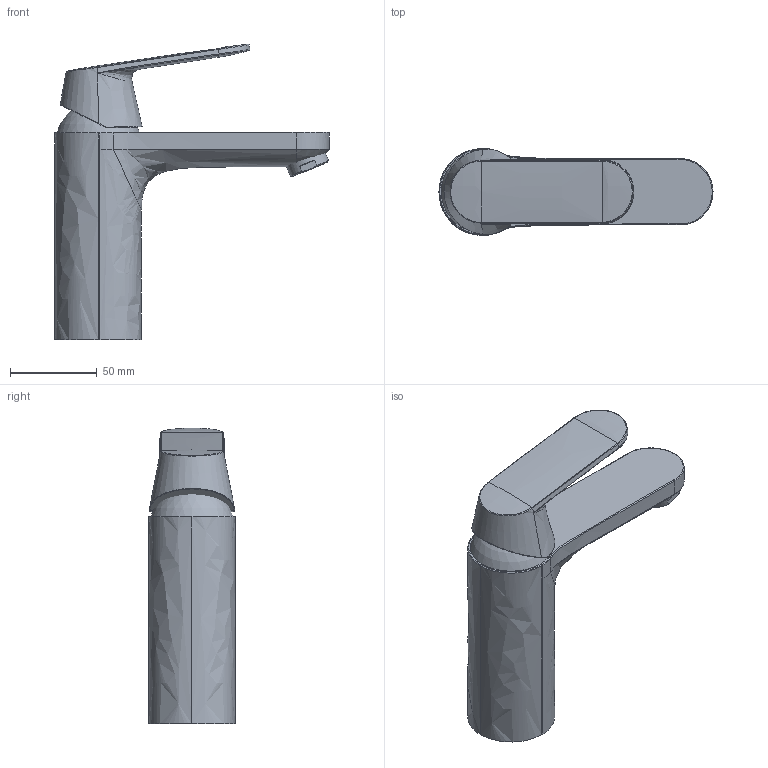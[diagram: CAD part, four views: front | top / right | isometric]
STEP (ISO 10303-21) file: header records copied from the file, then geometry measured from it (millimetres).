
FILE_DESCRIPTION(/* description */ ('Unknown'),/* implementation_level */ '2;1');
FILE_NAME(/* name */ '23327000',/* time_stamp */ '2022-09-01T05:38:17+02:00',/* author */ ('Unknown'),/* organization */ ('GROHE AG'),/* preprocessor_version */ 'ST-DEVELOPER v16.7',/* originating_system */ 'DEX',/* authorisation */ $);
FILE_SCHEMA (('AUTOMOTIVE_DESIGN {1 0 10303 214 3 1 1}'));
Length unit declared in the file: millimetre
Products named in the file (3): 23327000; id11; rail_sur
Assembly tree (2 placements, depth 2):
  23327000
    id11
    rail_sur
Bounding box: 158.38 x 49.99 x 170.77 mm (x, y, z)
Surface area: 49015.8 mm2 (no closed solid volume)
Topology: 0 solids, 4 shells, 72 faces, 191 edges, 111 vertices
Faces by surface type: bspline 50, plane 13, cylinder 4, torus 3, cone 1, sphere 1
Full cylindrical faces by diameter (mm): 23.87 x1
Entity records: 5435 total; most frequent: CARTESIAN_POINT 4118, ORIENTED_EDGE 327, EDGE_CURVE 179, B_SPLINE_CURVE_WITH_KNOTS 148, VERTEX_POINT 109, DIRECTION 98, EDGE_LOOP 76, FACE_BOUND 76
